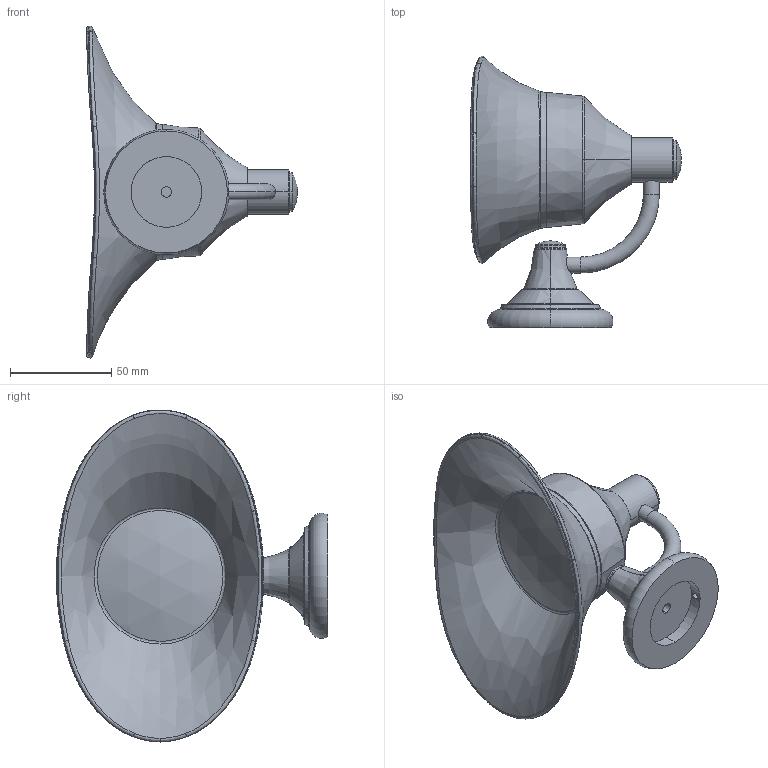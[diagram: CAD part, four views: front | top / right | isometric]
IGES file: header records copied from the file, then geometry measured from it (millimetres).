
Global section: file name: No Iges File Name specified; native system: Autodesk Inventor 2010; preprocessor: AutoDesk Inventor Iges Exporter R2010; author: adaniels; date: 20101022.144917; units: millimetre
Bounding box: 104.45 x 134.34 x 164.33 mm (x, y, z)
Volume: 140843.2 mm3; surface area: 78771.2 mm2
Topology: 3 solids, 3 shells, 177 faces, 438 edges, 276 vertices
Faces by surface type: bspline 57, torus 28, revolution 28, plane 28, cone 22, cylinder 10, sphere 4
